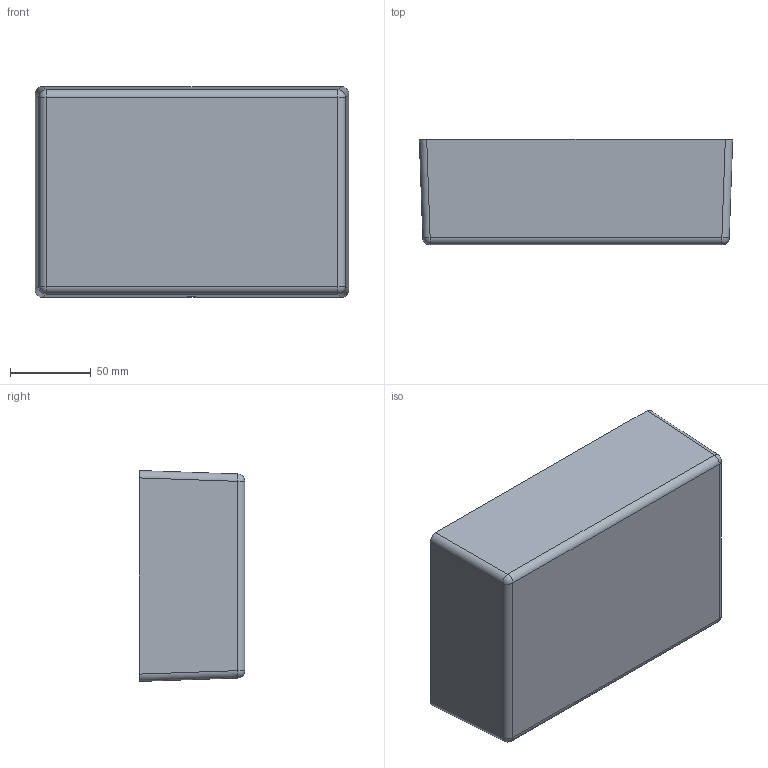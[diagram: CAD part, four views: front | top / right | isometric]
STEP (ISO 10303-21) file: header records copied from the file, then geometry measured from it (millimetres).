
FILE_DESCRIPTION (( 'STEP AP214' ), '1' );
FILE_NAME ('1120-PF.STEP', '2006-01-18T18:01:25', ( ' ' ), ( ' ' ), 'SwSTEP 2.0', 'SolidWorks 2005143', '' );
FILE_SCHEMA (( 'AUTOMOTIVE_DESIGN' ));
Length unit declared in the file: inch
Products named in the file (1): 1120-PF
Bounding box: 194.54 x 65.53 x 130.94 mm (x, y, z)
Volume: 199741 mm3; surface area: 150415.7 mm2
Topology: 1 solids, 1 shells, 303 faces, 832 edges, 534 vertices
Faces by surface type: plane 160, cylinder 107, bspline 28, sphere 8
Entity records: 12733 total; most frequent: CARTESIAN_POINT 5286, ORIENTED_EDGE 1648, DIRECTION 1400, EDGE_CURVE 824, VECTOR 536, LINE 536, VERTEX_POINT 534, AXIS2_PLACEMENT_3D 432
